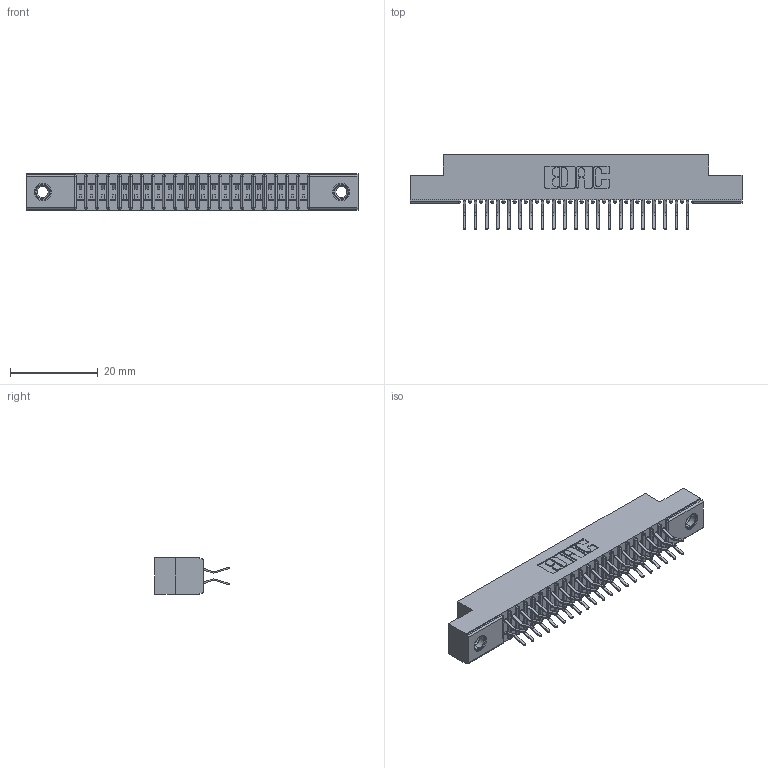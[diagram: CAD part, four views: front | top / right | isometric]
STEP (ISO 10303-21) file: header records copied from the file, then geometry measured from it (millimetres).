
FILE_DESCRIPTION (( 'STEP AP203' ), '1' );
FILE_NAME ('391-042-556-207.STEP', '2018-08-09T01:55:22', ( '' ), ( '' ), 'SwSTEP 2.0', 'SolidWorks 2016', '' );
FILE_SCHEMA (( 'CONFIG_CONTROL_DESIGN' ));
Length unit declared in the file: inch
Products named in the file (4): 341 Part_.156 (3.96) Dia Mounting Holes; 341-292-001_341-292-156; 345-250-001_345-250-005-103; 391-042-556-207
Assembly tree (45 placements, depth 2):
  391-042-556-207
    341 Part_.156 (3.96) Dia Mounting Holes
    341-292-001_341-292-156  x42
    345-250-001_345-250-005-103  x2
Bounding box: 75.56 x 17.07 x 8.38 mm (x, y, z)
Volume: 4304.6 mm3; surface area: 9039.6 mm2
Topology: 45 solids, 45 shells, 3116 faces, 8999 edges, 5834 vertices
Faces by surface type: plane 1780, cylinder 1236, sphere 44, torus 44, cone 12
Entity records: 29537 total; most frequent: CARTESIAN_POINT 4894, ORIENTED_EDGE 4854, DIRECTION 4779, EDGE_CURVE 2427, LINE 1929, VECTOR 1929, VERTEX_POINT 1540, AXIS2_PLACEMENT_3D 1425
